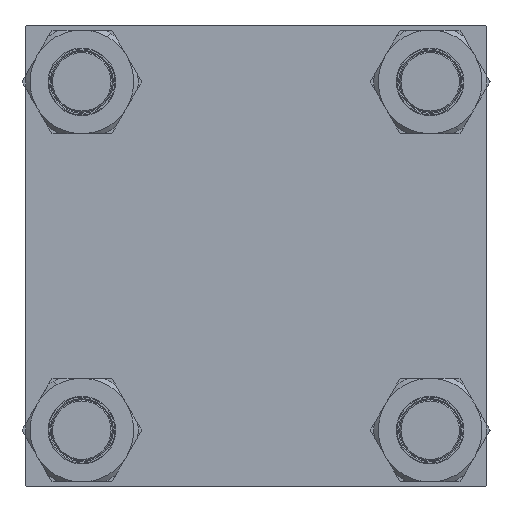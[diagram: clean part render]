
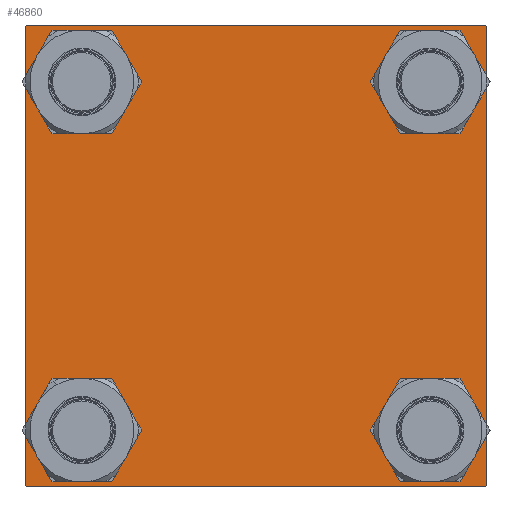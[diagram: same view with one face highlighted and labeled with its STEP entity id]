
A CAD part, left-side view. The second image highlights one B-rep face of the part: STEP entity #46860.
In plain terms, the highlighted planar face has unit normal (-1, 0, 0).
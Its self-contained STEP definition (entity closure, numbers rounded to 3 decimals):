
#899 = CIRCLE ( 'NONE', #40370, 14. ) ;
#1192 = CARTESIAN_POINT ( 'NONE',  ( 0., -102.25, 102.25 ) ) ;
#1257 = CARTESIAN_POINT ( 'NONE',  ( 0., 77.45, 63.45 ) ) ;
#1333 = ORIENTED_EDGE ( 'NONE', *, *, #40547, .T. ) ;
#2185 = CARTESIAN_POINT ( 'NONE',  ( 0., -77.45, 77.45 ) ) ;
#2420 = ORIENTED_EDGE ( 'NONE', *, *, #47867, .F. ) ;
#2694 = DIRECTION ( 'NONE',  ( 1., 0., 0. ) ) ;
#2987 = CARTESIAN_POINT ( 'NONE',  ( 0., -102., 102.5 ) ) ;
#3893 = DIRECTION ( 'NONE',  ( 1., 0., 0. ) ) ;
#4146 = EDGE_CURVE ( 'NONE', #50400, #47868, #33632, .T. ) ;
#4356 = CARTESIAN_POINT ( 'NONE',  ( 0., -102.5, 102. ) ) ;
#4550 = EDGE_CURVE ( 'NONE', #47868, #50400, #46794, .T. ) ;
#5139 = EDGE_LOOP ( 'NONE', ( #46760, #44716 ) ) ;
#5259 = CARTESIAN_POINT ( 'NONE',  ( 0., -102.5, -102. ) ) ;
#5400 = EDGE_CURVE ( 'NONE', #24303, #49577, #12188, .T. ) ;
#5510 = DIRECTION ( 'NONE',  ( 0., 0., -1. ) ) ;
#6466 = AXIS2_PLACEMENT_3D ( 'NONE', #39416, #3893, #38911 ) ;
#6579 = VERTEX_POINT ( 'NONE', #44380 ) ;
#6690 = ORIENTED_EDGE ( 'NONE', *, *, #5400, .T. ) ;
#7488 = DIRECTION ( 'NONE',  ( 0., -1., 0. ) ) ;
#7729 = EDGE_LOOP ( 'NONE', ( #19463, #45700 ) ) ;
#7913 = ORIENTED_EDGE ( 'NONE', *, *, #37214, .F. ) ;
#8103 = CARTESIAN_POINT ( 'NONE',  ( 0., 77.45, -77.45 ) ) ;
#8902 = DIRECTION ( 'NONE',  ( 0., 0.707, 0.707 ) ) ;
#8946 = EDGE_CURVE ( 'NONE', #32651, #19967, #899, .T. ) ;
#9061 = EDGE_LOOP ( 'NONE', ( #45435, #28571, #39040, #6690, #7913, #1333, #2420, #36636 ) ) ;
#9540 = EDGE_CURVE ( 'NONE', #6579, #29817, #34774, .T. ) ;
#9867 = AXIS2_PLACEMENT_3D ( 'NONE', #50390, #11260, #16139 ) ;
#10372 = CARTESIAN_POINT ( 'NONE',  ( 0., -77.45, -91.45 ) ) ;
#11260 = DIRECTION ( 'NONE',  ( 1., 0., 0. ) ) ;
#12059 = VECTOR ( 'NONE', #46147, 1000. ) ;
#12188 = LINE ( 'NONE', #19673, #22134 ) ;
#13437 = CARTESIAN_POINT ( 'NONE',  ( 0., 77.45, -77.45 ) ) ;
#13877 = CARTESIAN_POINT ( 'NONE',  ( 0., 77.45, -63.45 ) ) ;
#13953 = DIRECTION ( 'NONE',  ( 0., 0., 1. ) ) ;
#14201 = CARTESIAN_POINT ( 'NONE',  ( 0., 102.25, 102.25 ) ) ;
#14707 = CARTESIAN_POINT ( 'NONE',  ( 0., -77.45, 63.45 ) ) ;
#14716 = CARTESIAN_POINT ( 'NONE',  ( 0., -102.5, 102.5 ) ) ;
#14717 = DIRECTION ( 'NONE',  ( 0., 0., 1. ) ) ;
#15156 = DIRECTION ( 'NONE',  ( 0., 0., 1. ) ) ;
#15219 = LINE ( 'NONE', #30923, #20492 ) ;
#15860 = CIRCLE ( 'NONE', #47100, 14. ) ;
#16139 = DIRECTION ( 'NONE',  ( 0., 0., 1. ) ) ;
#16989 = DIRECTION ( 'NONE',  ( 0., -0.707, -0.707 ) ) ;
#17800 = DIRECTION ( 'NONE',  ( 0., 0., 1. ) ) ;
#17817 = FACE_BOUND ( 'NONE', #5139, .T. ) ;
#18168 = ORIENTED_EDGE ( 'NONE', *, *, #40952, .T. ) ;
#19171 = CARTESIAN_POINT ( 'NONE',  ( 0., -77.45, -63.45 ) ) ;
#19249 = VERTEX_POINT ( 'NONE', #19171 ) ;
#19463 = ORIENTED_EDGE ( 'NONE', *, *, #4146, .T. ) ;
#19673 = CARTESIAN_POINT ( 'NONE',  ( 0., -102.25, -102.25 ) ) ;
#19967 = VERTEX_POINT ( 'NONE', #1257 ) ;
#20269 = VERTEX_POINT ( 'NONE', #27909 ) ;
#20492 = VECTOR ( 'NONE', #7488, 1000. ) ;
#20611 = CARTESIAN_POINT ( 'NONE',  ( 0., 102.25, -102.25 ) ) ;
#21435 = DIRECTION ( 'NONE',  ( -1., 0., 0. ) ) ;
#21777 = CIRCLE ( 'NONE', #40702, 14. ) ;
#22002 = DIRECTION ( 'NONE',  ( 0., 0., 1. ) ) ;
#22134 = VECTOR ( 'NONE', #24298, 1000. ) ;
#22435 = CIRCLE ( 'NONE', #36434, 14. ) ;
#23732 = LINE ( 'NONE', #14716, #12059 ) ;
#23739 = VERTEX_POINT ( 'NONE', #44083 ) ;
#23783 = EDGE_CURVE ( 'NONE', #19249, #41842, #15860, .T. ) ;
#24298 = DIRECTION ( 'NONE',  ( 0., -0.707, 0.707 ) ) ;
#24303 = VERTEX_POINT ( 'NONE', #29323 ) ;
#24650 = CIRCLE ( 'NONE', #9867, 14. ) ;
#24851 = DIRECTION ( 'NONE',  ( 0., -1., 0. ) ) ;
#24946 = EDGE_CURVE ( 'NONE', #45895, #27153, #22435, .T. ) ;
#25042 = FACE_OUTER_BOUND ( 'NONE', #9061, .T. ) ;
#25978 = DIRECTION ( 'NONE',  ( 0., 0., 1. ) ) ;
#26541 = DIRECTION ( 'NONE',  ( 0., 0., 1. ) ) ;
#27153 = VERTEX_POINT ( 'NONE', #39692 ) ;
#27909 = CARTESIAN_POINT ( 'NONE',  ( 0., 102.5, -102. ) ) ;
#28454 = LINE ( 'NONE', #40800, #34912 ) ;
#28571 = ORIENTED_EDGE ( 'NONE', *, *, #33314, .T. ) ;
#29157 = FACE_BOUND ( 'NONE', #7729, .T. ) ;
#29323 = CARTESIAN_POINT ( 'NONE',  ( 0., -102., -102.5 ) ) ;
#29386 = DIRECTION ( 'NONE',  ( 1., 0., 0. ) ) ;
#29817 = VERTEX_POINT ( 'NONE', #39469 ) ;
#30079 = ORIENTED_EDGE ( 'NONE', *, *, #23783, .T. ) ;
#30923 = CARTESIAN_POINT ( 'NONE',  ( 0., 102.5, 102.5 ) ) ;
#31197 = ORIENTED_EDGE ( 'NONE', *, *, #8946, .T. ) ;
#32441 = EDGE_CURVE ( 'NONE', #27153, #45895, #21777, .T. ) ;
#32651 = VERTEX_POINT ( 'NONE', #36990 ) ;
#32845 = EDGE_CURVE ( 'NONE', #23739, #24303, #28454, .T. ) ;
#33060 = LINE ( 'NONE', #49004, #41912 ) ;
#33314 = EDGE_CURVE ( 'NONE', #20269, #23739, #39918, .T. ) ;
#33517 = VECTOR ( 'NONE', #8902, 1000. ) ;
#33632 = CIRCLE ( 'NONE', #36085, 14. ) ;
#33971 = CARTESIAN_POINT ( 'NONE',  ( 0., 77.45, 77.45 ) ) ;
#34774 = LINE ( 'NONE', #14201, #42860 ) ;
#34912 = VECTOR ( 'NONE', #24851, 1000. ) ;
#34959 = VERTEX_POINT ( 'NONE', #4356 ) ;
#35902 = DIRECTION ( 'NONE',  ( 1., 0., 0. ) ) ;
#36009 = CIRCLE ( 'NONE', #45059, 14. ) ;
#36085 = AXIS2_PLACEMENT_3D ( 'NONE', #2185, #2694, #22002 ) ;
#36122 = EDGE_LOOP ( 'NONE', ( #31197, #45083 ) ) ;
#36434 = AXIS2_PLACEMENT_3D ( 'NONE', #8103, #35902, #26541 ) ;
#36616 = CARTESIAN_POINT ( 'NONE',  ( 0., 0., 0. ) ) ;
#36636 = ORIENTED_EDGE ( 'NONE', *, *, #9540, .T. ) ;
#36990 = CARTESIAN_POINT ( 'NONE',  ( 0., 77.45, 91.45 ) ) ;
#37214 = EDGE_CURVE ( 'NONE', #34959, #49577, #23732, .T. ) ;
#37355 = CARTESIAN_POINT ( 'NONE',  ( 0., -77.45, -77.45 ) ) ;
#38304 = CARTESIAN_POINT ( 'NONE',  ( 0., -77.45, 91.45 ) ) ;
#38637 = DIRECTION ( 'NONE',  ( 0., 0.707, -0.707 ) ) ;
#38911 = DIRECTION ( 'NONE',  ( 0., 0., 1. ) ) ;
#39040 = ORIENTED_EDGE ( 'NONE', *, *, #32845, .T. ) ;
#39416 = CARTESIAN_POINT ( 'NONE',  ( 0., -77.45, 77.45 ) ) ;
#39469 = CARTESIAN_POINT ( 'NONE',  ( 0., 102.5, 102. ) ) ;
#39692 = CARTESIAN_POINT ( 'NONE',  ( 0., 77.45, -91.45 ) ) ;
#39918 = LINE ( 'NONE', #20611, #41506 ) ;
#40370 = AXIS2_PLACEMENT_3D ( 'NONE', #33971, #49671, #15156 ) ;
#40547 = EDGE_CURVE ( 'NONE', #34959, #45281, #44188, .T. ) ;
#40702 = AXIS2_PLACEMENT_3D ( 'NONE', #13437, #44602, #25978 ) ;
#40748 = PLANE ( 'NONE',  #46768 ) ;
#40800 = CARTESIAN_POINT ( 'NONE',  ( 0., 102.5, -102.5 ) ) ;
#40952 = EDGE_CURVE ( 'NONE', #41842, #19249, #36009, .T. ) ;
#41260 = FACE_BOUND ( 'NONE', #45843, .T. ) ;
#41506 = VECTOR ( 'NONE', #16989, 1000. ) ;
#41842 = VERTEX_POINT ( 'NONE', #10372 ) ;
#41912 = VECTOR ( 'NONE', #5510, 1000. ) ;
#42860 = VECTOR ( 'NONE', #38637, 1000. ) ;
#44083 = CARTESIAN_POINT ( 'NONE',  ( 0., 102., -102.5 ) ) ;
#44188 = LINE ( 'NONE', #1192, #33517 ) ;
#44380 = CARTESIAN_POINT ( 'NONE',  ( 0., 102., 102.5 ) ) ;
#44602 = DIRECTION ( 'NONE',  ( 1., 0., 0. ) ) ;
#44614 = FACE_BOUND ( 'NONE', #36122, .T. ) ;
#44716 = ORIENTED_EDGE ( 'NONE', *, *, #32441, .T. ) ;
#45059 = AXIS2_PLACEMENT_3D ( 'NONE', #49990, #45640, #14717 ) ;
#45083 = ORIENTED_EDGE ( 'NONE', *, *, #49164, .T. ) ;
#45281 = VERTEX_POINT ( 'NONE', #2987 ) ;
#45435 = ORIENTED_EDGE ( 'NONE', *, *, #49537, .T. ) ;
#45640 = DIRECTION ( 'NONE',  ( 1., 0., 0. ) ) ;
#45700 = ORIENTED_EDGE ( 'NONE', *, *, #4550, .T. ) ;
#45843 = EDGE_LOOP ( 'NONE', ( #30079, #18168 ) ) ;
#45895 = VERTEX_POINT ( 'NONE', #13877 ) ;
#46147 = DIRECTION ( 'NONE',  ( 0., 0., -1. ) ) ;
#46760 = ORIENTED_EDGE ( 'NONE', *, *, #24946, .T. ) ;
#46768 = AXIS2_PLACEMENT_3D ( 'NONE', #36616, #21435, #13953 ) ;
#46794 = CIRCLE ( 'NONE', #6466, 14. ) ;
#46860 = ADVANCED_FACE ( 'NONE', ( #29157, #41260, #17817, #44614, #25042 ), #40748, .T. ) ;
#47100 = AXIS2_PLACEMENT_3D ( 'NONE', #37355, #29386, #17800 ) ;
#47868 = VERTEX_POINT ( 'NONE', #14707 ) ;
#47867 = EDGE_CURVE ( 'NONE', #6579, #45281, #15219, .T. ) ;
#49004 = CARTESIAN_POINT ( 'NONE',  ( 0., 102.5, 102.5 ) ) ;
#49164 = EDGE_CURVE ( 'NONE', #19967, #32651, #24650, .T. ) ;
#49537 = EDGE_CURVE ( 'NONE', #29817, #20269, #33060, .T. ) ;
#49577 = VERTEX_POINT ( 'NONE', #5259 ) ;
#49671 = DIRECTION ( 'NONE',  ( 1., 0., 0. ) ) ;
#49990 = CARTESIAN_POINT ( 'NONE',  ( 0., -77.45, -77.45 ) ) ;
#50390 = CARTESIAN_POINT ( 'NONE',  ( 0., 77.45, 77.45 ) ) ;
#50400 = VERTEX_POINT ( 'NONE', #38304 ) ;
